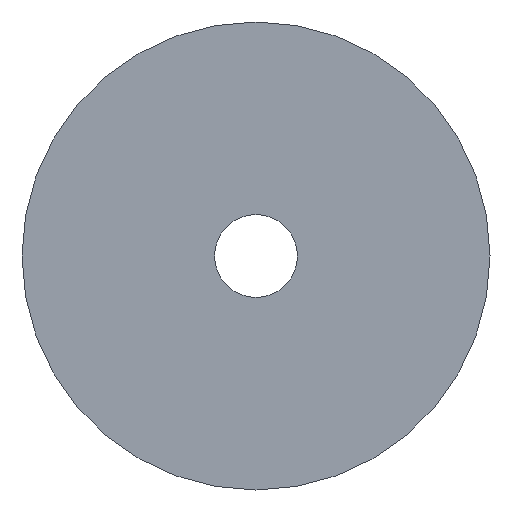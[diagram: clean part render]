
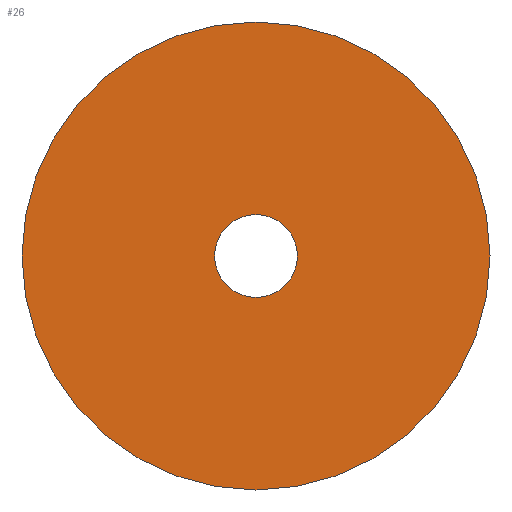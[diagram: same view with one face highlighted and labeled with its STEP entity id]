
A CAD part, left-side view. The second image highlights one B-rep face of the part: STEP entity #26.
In plain terms, the highlighted planar face has unit normal (-1, 0, 0).
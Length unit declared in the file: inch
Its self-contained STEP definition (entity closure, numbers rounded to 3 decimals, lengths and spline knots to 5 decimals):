
#5 = CARTESIAN_POINT ( 'NONE',  ( 0., 0., 1.5 ) ) ;
#6 = DIRECTION ( 'NONE',  ( 0., 0., -1. ) ) ;
#11 = CIRCLE ( 'NONE', #174, 1.5 ) ;
#26 = ADVANCED_FACE ( 'NONE', ( #41, #247 ), #162, .F. ) ;
#32 = DIRECTION ( 'NONE',  ( 1., 0., 0. ) ) ;
#36 = AXIS2_PLACEMENT_3D ( 'NONE', #233, #138, #181 ) ;
#38 = DIRECTION ( 'NONE',  ( 1., 0., 0. ) ) ;
#41 = FACE_OUTER_BOUND ( 'NONE', #137, .T. ) ;
#49 = CARTESIAN_POINT ( 'NONE',  ( 0., 0., -0.2655 ) ) ;
#62 = AXIS2_PLACEMENT_3D ( 'NONE', #199, #238, #6 ) ;
#68 = VERTEX_POINT ( 'NONE', #136 ) ;
#76 = CIRCLE ( 'NONE', #186, 1.5 ) ;
#88 = VERTEX_POINT ( 'NONE', #5 ) ;
#96 = EDGE_CURVE ( 'NONE', #101, #121, #108, .T. ) ;
#101 = VERTEX_POINT ( 'NONE', #49 ) ;
#103 = DIRECTION ( 'NONE',  ( 0., 0., -1. ) ) ;
#105 = ORIENTED_EDGE ( 'NONE', *, *, #96, .T. ) ;
#108 = CIRCLE ( 'NONE', #182, 0.2655 ) ;
#115 = EDGE_CURVE ( 'NONE', #121, #101, #116, .T. ) ;
#116 = CIRCLE ( 'NONE', #62, 0.2655 ) ;
#119 = CARTESIAN_POINT ( 'NONE',  ( 0., 0., 0.2655 ) ) ;
#121 = VERTEX_POINT ( 'NONE', #119 ) ;
#127 = ORIENTED_EDGE ( 'NONE', *, *, #115, .T. ) ;
#136 = CARTESIAN_POINT ( 'NONE',  ( 0., 0., -1.5 ) ) ;
#137 = EDGE_LOOP ( 'NONE', ( #222, #171 ) ) ;
#138 = DIRECTION ( 'NONE',  ( 1., 0., 0. ) ) ;
#143 = CARTESIAN_POINT ( 'NONE',  ( 0., 0., 0. ) ) ;
#158 = DIRECTION ( 'NONE',  ( 0., 0., -1. ) ) ;
#162 = PLANE ( 'NONE',  #36 ) ;
#167 = DIRECTION ( 'NONE',  ( 0., 0., -1. ) ) ;
#170 = EDGE_CURVE ( 'NONE', #68, #88, #11, .T. ) ;
#171 = ORIENTED_EDGE ( 'NONE', *, *, #170, .F. ) ;
#174 = AXIS2_PLACEMENT_3D ( 'NONE', #202, #219, #103 ) ;
#181 = DIRECTION ( 'NONE',  ( 0., 0., -1. ) ) ;
#182 = AXIS2_PLACEMENT_3D ( 'NONE', #232, #32, #158 ) ;
#186 = AXIS2_PLACEMENT_3D ( 'NONE', #143, #38, #167 ) ;
#199 = CARTESIAN_POINT ( 'NONE',  ( 0., 0., 0. ) ) ;
#202 = CARTESIAN_POINT ( 'NONE',  ( 0., 0., 0. ) ) ;
#206 = EDGE_CURVE ( 'NONE', #88, #68, #76, .T. ) ;
#218 = EDGE_LOOP ( 'NONE', ( #127, #105 ) ) ;
#219 = DIRECTION ( 'NONE',  ( 1., 0., 0. ) ) ;
#222 = ORIENTED_EDGE ( 'NONE', *, *, #206, .F. ) ;
#232 = CARTESIAN_POINT ( 'NONE',  ( 0., 0., 0. ) ) ;
#233 = CARTESIAN_POINT ( 'NONE',  ( 0., 0., 0. ) ) ;
#238 = DIRECTION ( 'NONE',  ( 1., 0., 0. ) ) ;
#247 = FACE_BOUND ( 'NONE', #218, .T. ) ;
